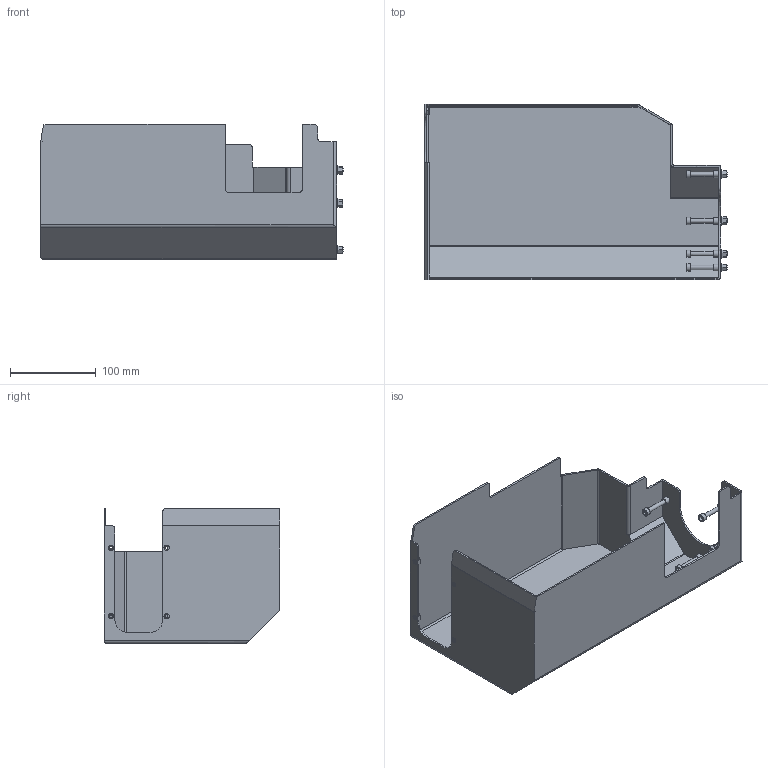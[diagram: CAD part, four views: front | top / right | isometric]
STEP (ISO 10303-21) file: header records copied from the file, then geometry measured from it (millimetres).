
FILE_DESCRIPTION(/* description */ ('Norm.ipt Template'),/* implementation_level */ '2;1');
FILE_NAME(/* name */ 'MT_BGR00106990.stp',/* time_stamp */ '2024-09-17T16:03:35+02:00',/* author */ ('michael.schutter'),/* organization */ (''),/* preprocessor_version */ 'ST-DEVELOPER v19.2',/* originating_system */ 'Autodesk Inventor 2023',/* authorisation */ '');
FILE_SCHEMA (('AUTOMOTIVE_DESIGN { 1 0 10303 214 3 1 1 }'));
Length unit declared in the file: millimetre
Products named in the file (1): MT_WST00117645 Ölwanne
Bounding box: 354 x 205.4 x 158 mm (x, y, z)
Volume: 377527.4 mm3; surface area: 380516.1 mm2
Topology: 1 solids, 1 shells, 268 faces, 674 edges, 444 vertices
Faces by surface type: plane 170, cylinder 74, cone 12, torus 8, sphere 4
Full cylindrical faces by diameter (mm): 3.242 x4, 5 x4, 5.3 x4, 5.5 x4, 6 x4, 6.1 x4, 8 x4, 8.5 x4, 10 x4
Entity records: 8301 total; most frequent: CARTESIAN_POINT 1535, DIRECTION 1351, ORIENTED_EDGE 1340, EDGE_CURVE 670, AXIS2_PLACEMENT_3D 488, VERTEX_POINT 443, LINE 375, VECTOR 375
